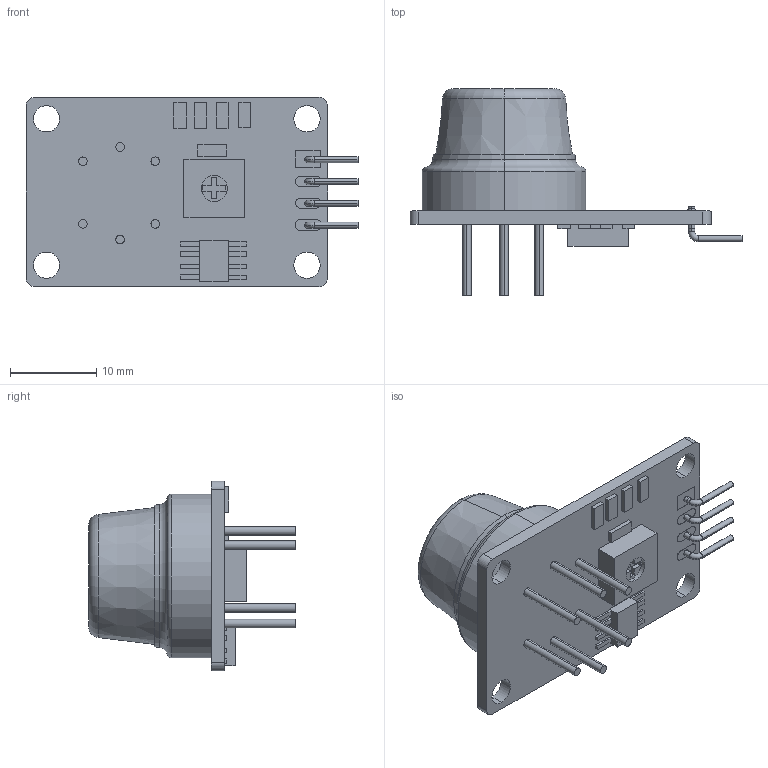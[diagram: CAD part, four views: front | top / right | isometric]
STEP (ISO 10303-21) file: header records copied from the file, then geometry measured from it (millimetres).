
FILE_DESCRIPTION (( 'STEP AP214' ), '1' );
FILE_NAME ('SRAQ-G013_3D.step', '2023-10-03T22:47:18', ( '' ), ( '' ), 'SwSTEP 2.0', 'SolidWorks 2022', '' );
FILE_SCHEMA (( 'AUTOMOTIVE_DESIGN' ));
Length unit declared in the file: inch
Products named in the file (1): SRAQ-G013_3D
Bounding box: 38.54 x 24 x 22 mm (x, y, z)
Volume: 4436.7 mm3; surface area: 2741.5 mm2
Topology: 6 solids, 6 shells, 234 faces, 560 edges, 364 vertices
Faces by surface type: plane 138, cylinder 66, torus 22, bspline 4, cone 4
Entity records: 9778 total; most frequent: CARTESIAN_POINT 1264, DIRECTION 1200, ORIENTED_EDGE 1120, EDGE_CURVE 560, AXIS2_PLACEMENT_3D 417, VECTOR 366, LINE 366, VERTEX_POINT 364
